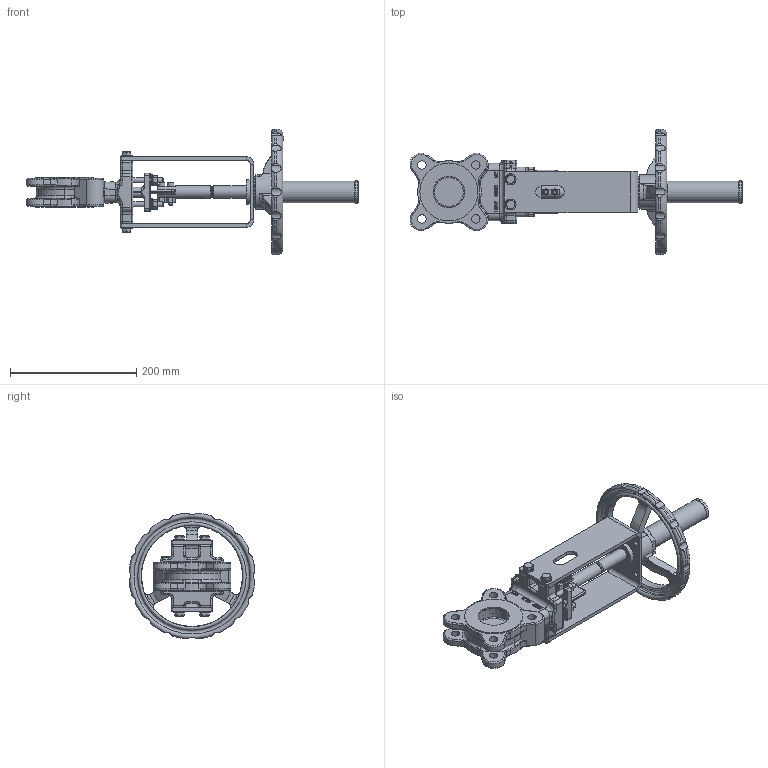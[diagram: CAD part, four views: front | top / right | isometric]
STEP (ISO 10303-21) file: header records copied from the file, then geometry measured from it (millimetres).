
FILE_DESCRIPTION(/* description */ ('Unknown'),/* implementation_level */ '2;1');
FILE_NAME(/* name */ 'ZFI-S-2''''MAUAL RISING',/* time_stamp */ '2023-08-31T15:12:22+06:00',/* author */ ('Unknown'),/* organization */ ('Unknown'),/* preprocessor_version */ 'ST-DEVELOPER v18.102',/* originating_system */ 'Solid Edge',/* authorisation */ 'Unknown');
FILE_SCHEMA (('AUTOMOTIVE_DESIGN {1 0 10303 214 3 1 1}'));
Length unit declared in the file: millimetre
Products named in the file (22): BA-Assembly_ZFI-50 (Soft Seated Full Lug) Rising; C211-01-101-01310_PMP; 50-BA-02-R1 Gate; 50-BA-11-R1 Spindle (Rising); 05-R0 Stuffing Seal ZFI-50; SPRING WASHER B10; HSSS FP(GRUB) M8X60L; HEX NUT M8; PUNCH WASHER A8.4; HSHCS (ALLEN BOLT) M6X30L; JE-ZFI-001_50; 50-BA-06C8-R2 Stuffing Plate; 50-BA-07-R1 Supporting Bracket; HEX SCREW M8X20L; 100-BA-10-R2 Spindle Nut (Rising); 100-BA-41P-R0 Cap of Pipe Cover; 50-BA-03-R2 Bend Ring; 65-BA-22MS-R0 Pipe Cover; HEX THIN NUT M30X2P; 14BA-R0 Hand Wheel DI (Rising) DN 100 to 150; 100-BA-38B-R0 Thrust Washer; Key 8x7x22 Lg.
Assembly tree (45 placements, depth 2):
  BA-Assembly_ZFI-50 (Soft Seated Full Lug) Rising
    C211-01-101-01310_PMP
    50-BA-02-R1 Gate
    50-BA-11-R1 Spindle (Rising)
    05-R0 Stuffing Seal ZFI-50  x3
    SPRING WASHER B10  x8
    HSSS FP(GRUB) M8X60L  x4
    HEX NUT M8  x6
    PUNCH WASHER A8.4  x4
    HSHCS (ALLEN BOLT) M6X30L  x2
    JE-ZFI-001_50
    50-BA-06C8-R2 Stuffing Plate
    50-BA-07-R1 Supporting Bracket
    HEX SCREW M8X20L  x4
    100-BA-10-R2 Spindle Nut (Rising)
    100-BA-41P-R0 Cap of Pipe Cover
    50-BA-03-R2 Bend Ring
    65-BA-22MS-R0 Pipe Cover
    HEX THIN NUT M30X2P
    14BA-R0 Hand Wheel DI (Rising) DN 100 to 150
    100-BA-38B-R0 Thrust Washer
    Key 8x7x22 Lg.
Bounding box: 526.63 x 199.34 x 199.34 mm (x, y, z)
Volume: 1202223.2 mm3; surface area: 401581.9 mm2
Topology: 45 solids, 45 shells, 1585 faces, 3830 edges, 2367 vertices
Faces by surface type: plane 599, cylinder 547, torus 192, bspline 123, cone 108, sphere 16
Full cylindrical faces by diameter (mm): 4.773 x2, 6 x4, 6.3 x6, 6.466 x4, 6.647 x22, 8 x12, 8.4 x4, 8.5 x6, 9 x4, 10 x2, 13.376 x12, 16 x5, 17.294 x1, 20 x2, 21 x1, 22 x1, 27.835 x1, 28 x1, 28.376 x1, 30 x1, 31.5 x1, 34 x4, 35 x1, 39 x1, 46 x1, 50 x3, 52.5 x1, 53 x1, 53.5 x1, 60 x2
Entity records: 46542 total; most frequent: CARTESIAN_POINT 11723, DIRECTION 6009, ORIENTED_EDGE 5880, EDGE_CURVE 2940, AXIS2_PLACEMENT_3D 2406, VERTEX_POINT 1895, FACE_BOUND 1569, EDGE_LOOP 1560
